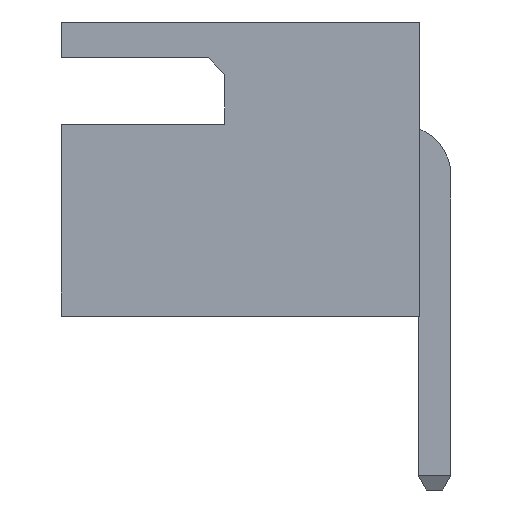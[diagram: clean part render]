
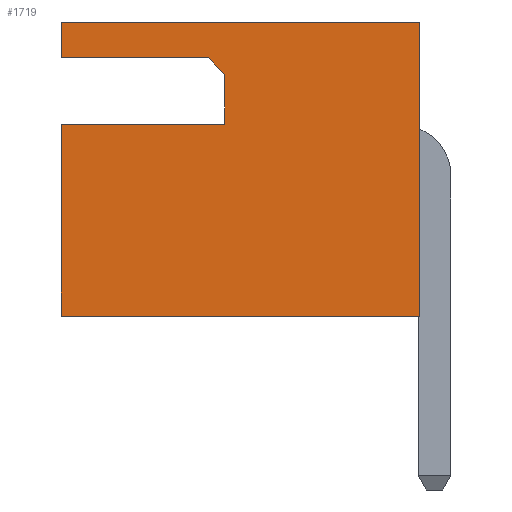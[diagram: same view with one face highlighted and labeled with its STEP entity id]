
A CAD part, left-side view. The second image highlights one B-rep face of the part: STEP entity #1719.
In plain terms, the highlighted planar face has unit normal (-1, 0, 0).
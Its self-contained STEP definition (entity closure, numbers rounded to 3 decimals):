
#1719=ADVANCED_FACE('',(#3060),#3062,.T.);
#3060=FACE_BOUND('',#3061,.T.);
#3061=EDGE_LOOP('',(#4184,#4185,#4186,#4187,#4188,#4189,#4190,#4191,#4192));
#3062=PLANE('',#3063);
#3063=AXIS2_PLACEMENT_3D('',#3064,#3065,#3066);
#3064=CARTESIAN_POINT('',(-50.05,0.3,0.));
#3065=DIRECTION('',(-1.,0.,0.));
#3066=DIRECTION('',(0.,0.,1.));
#4184=ORIENTED_EDGE('',*,*,#4846,.T.);
#4185=ORIENTED_EDGE('',*,*,#4847,.T.);
#4186=ORIENTED_EDGE('',*,*,#4848,.F.);
#4187=ORIENTED_EDGE('',*,*,#4738,.F.);
#4188=ORIENTED_EDGE('',*,*,#4767,.T.);
#4189=ORIENTED_EDGE('',*,*,#4827,.T.);
#4190=ORIENTED_EDGE('',*,*,#4849,.F.);
#4191=ORIENTED_EDGE('',*,*,#4850,.T.);
#4192=ORIENTED_EDGE('',*,*,#4851,.T.);
#4738=EDGE_CURVE('',#5468,#5470,#5471,.T.);
#4767=EDGE_CURVE('',#5468,#5506,#5508,.T.);
#4827=EDGE_CURVE('',#5506,#5586,#5588,.T.);
#4846=EDGE_CURVE('',#5607,#5608,#5609,.F.);
#4847=EDGE_CURVE('',#5608,#5610,#5611,.F.);
#4848=EDGE_CURVE('',#5470,#5610,#5612,.T.);
#4849=EDGE_CURVE('',#5613,#5586,#5614,.T.);
#4850=EDGE_CURVE('',#5613,#5615,#5616,.F.);
#4851=EDGE_CURVE('',#5615,#5607,#5617,.F.);
#5468=VERTEX_POINT('',#6833);
#5470=VERTEX_POINT('',#6837);
#5471=LINE('',#6838,#6839);
#5506=VERTEX_POINT('',#6929);
#5508=LINE('',#6933,#6934);
#5586=VERTEX_POINT('',#7129);
#5588=LINE('',#7133,#7134);
#5607=VERTEX_POINT('',#7190);
#5608=VERTEX_POINT('',#7191);
#5609=LINE('',#7192,#7193);
#5610=VERTEX_POINT('',#7195);
#5611=LINE('',#7196,#7197);
#5612=LINE('',#7199,#7200);
#5613=VERTEX_POINT('',#7202);
#5614=LINE('',#7203,#7204);
#5615=VERTEX_POINT('',#7206);
#5616=LINE('',#7207,#7208);
#5617=LINE('',#7210,#7211);
#6833=CARTESIAN_POINT('',(-50.05,0.3,0.));
#6837=CARTESIAN_POINT('',(-50.05,7.3,0.));
#6838=CARTESIAN_POINT('',(-50.05,0.3,0.));
#6839=VECTOR('',#6840,1.);
#6840=DIRECTION('',(0.,1.,0.));
#6929=CARTESIAN_POINT('',(-50.05,0.3,5.75));
#6933=CARTESIAN_POINT('',(-50.05,0.3,0.));
#6934=VECTOR('',#6935,1.);
#6935=DIRECTION('',(0.,0.,1.));
#7129=CARTESIAN_POINT('',(-50.05,7.3,5.75));
#7133=CARTESIAN_POINT('',(-50.05,0.3,5.75));
#7134=VECTOR('',#7135,1.);
#7135=DIRECTION('',(0.,1.,0.));
#7190=CARTESIAN_POINT('',(-50.05,4.1,4.725));
#7191=CARTESIAN_POINT('',(-50.05,4.1,3.75));
#7192=CARTESIAN_POINT('',(-50.05,4.1,3.75));
#7193=VECTOR('',#7194,1.);
#7194=DIRECTION('',(0.,0.,1.));
#7195=CARTESIAN_POINT('',(-50.05,7.3,3.75));
#7196=CARTESIAN_POINT('',(-50.05,7.3,3.75));
#7197=VECTOR('',#7198,1.);
#7198=DIRECTION('',(0.,-1.,0.));
#7199=CARTESIAN_POINT('',(-50.05,7.3,0.));
#7200=VECTOR('',#7201,1.);
#7201=DIRECTION('',(0.,0.,1.));
#7202=CARTESIAN_POINT('',(-50.05,7.3,5.05));
#7203=CARTESIAN_POINT('',(-50.05,7.3,5.05));
#7204=VECTOR('',#7205,1.);
#7205=DIRECTION('',(0.,0.,1.));
#7206=CARTESIAN_POINT('',(-50.05,4.425,5.05));
#7207=CARTESIAN_POINT('',(-50.05,4.425,5.05));
#7208=VECTOR('',#7209,1.);
#7209=DIRECTION('',(0.,1.,0.));
#7210=CARTESIAN_POINT('',(-50.05,4.1,4.725));
#7211=VECTOR('',#7212,1.);
#7212=DIRECTION('',(0.,0.707,0.707));
